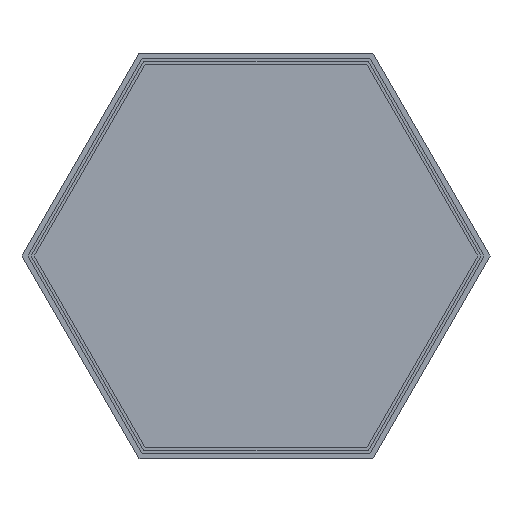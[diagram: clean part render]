
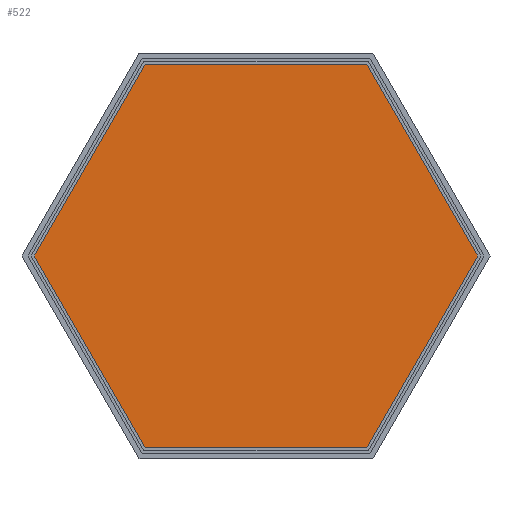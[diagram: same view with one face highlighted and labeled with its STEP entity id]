
A CAD part, front view. The second image highlights one B-rep face of the part: STEP entity #522.
In plain terms, the highlighted planar face has unit normal (0, -1, 0).
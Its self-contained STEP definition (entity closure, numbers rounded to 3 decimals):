
#24=FACE_OUTER_BOUND('',#53,.T.);
#53=EDGE_LOOP('',(#367,#368,#369,#370,#371,#372));
#81=LINE('',#728,#153);
#85=LINE('',#735,#157);
#88=LINE('',#741,#160);
#91=LINE('',#747,#163);
#94=LINE('',#753,#166);
#96=LINE('',#756,#168);
#153=VECTOR('',#594,10.);
#157=VECTOR('',#600,10.);
#160=VECTOR('',#605,10.);
#163=VECTOR('',#610,10.);
#166=VECTOR('',#615,10.);
#168=VECTOR('',#619,10.);
#225=VERTEX_POINT('',#725);
#226=VERTEX_POINT('',#727);
#228=VERTEX_POINT('',#733);
#230=VERTEX_POINT('',#739);
#232=VERTEX_POINT('',#745);
#234=VERTEX_POINT('',#751);
#273=EDGE_CURVE('',#225,#226,#81,.T.);
#277=EDGE_CURVE('',#228,#225,#85,.T.);
#280=EDGE_CURVE('',#230,#228,#88,.T.);
#283=EDGE_CURVE('',#232,#230,#91,.T.);
#286=EDGE_CURVE('',#234,#232,#94,.T.);
#288=EDGE_CURVE('',#226,#234,#96,.T.);
#367=ORIENTED_EDGE('',*,*,#288,.F.);
#368=ORIENTED_EDGE('',*,*,#273,.F.);
#369=ORIENTED_EDGE('',*,*,#277,.F.);
#370=ORIENTED_EDGE('',*,*,#280,.F.);
#371=ORIENTED_EDGE('',*,*,#283,.F.);
#372=ORIENTED_EDGE('',*,*,#286,.F.);
#493=PLANE('',#565);
#522=ADVANCED_FACE('',(#24),#493,.F.);
#565=AXIS2_PLACEMENT_3D('',#757,#620,#621);
#594=DIRECTION('',(0.5,0.,0.866));
#600=DIRECTION('',(-0.5,0.,0.866));
#605=DIRECTION('',(-1.,0.,0.));
#610=DIRECTION('',(-0.5,0.,-0.866));
#615=DIRECTION('',(0.5,0.,-0.866));
#619=DIRECTION('',(1.,0.,0.));
#620=DIRECTION('center_axis',(0.,1.,0.));
#621=DIRECTION('ref_axis',(0.,0.,1.));
#725=CARTESIAN_POINT('',(-81.024,14.4,0.));
#727=CARTESIAN_POINT('',(-40.512,14.4,70.169));
#728=CARTESIAN_POINT('',(-81.024,14.4,0.));
#733=CARTESIAN_POINT('',(-40.512,14.4,-70.169));
#735=CARTESIAN_POINT('',(-40.512,14.4,-70.169));
#739=CARTESIAN_POINT('',(40.512,14.4,-70.169));
#741=CARTESIAN_POINT('',(40.512,14.4,-70.169));
#745=CARTESIAN_POINT('',(81.024,14.4,0.));
#747=CARTESIAN_POINT('',(81.024,14.4,0.));
#751=CARTESIAN_POINT('',(40.512,14.4,70.169));
#753=CARTESIAN_POINT('',(40.512,14.4,70.169));
#756=CARTESIAN_POINT('',(-40.512,14.4,70.169));
#757=CARTESIAN_POINT('Origin',(0.,14.4,0.));
